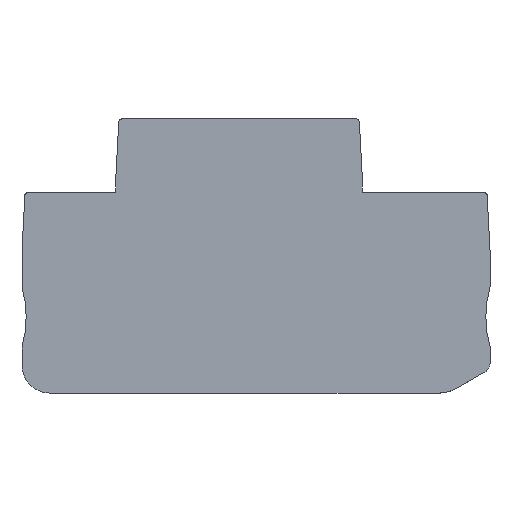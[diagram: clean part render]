
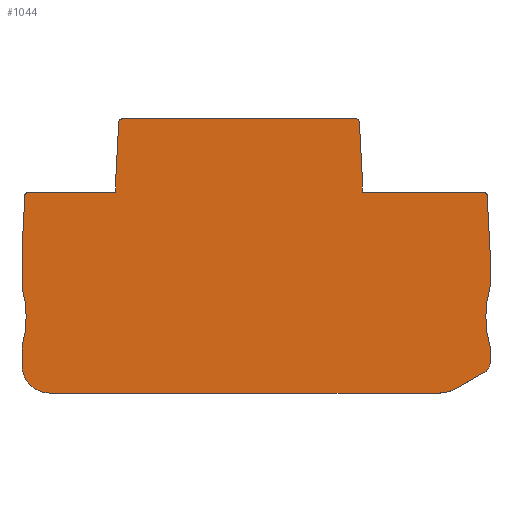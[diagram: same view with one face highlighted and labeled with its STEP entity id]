
A CAD part, top view. The second image highlights one B-rep face of the part: STEP entity #1044.
In plain terms, the highlighted planar face has unit normal (0, 0, 1).
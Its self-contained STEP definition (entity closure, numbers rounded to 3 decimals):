
#232=DIRECTION('',(0.,-1.,0.));
#233=VECTOR('',#232,2.153);
#234=CARTESIAN_POINT('',(-16.4,31.353,4.8));
#235=LINE('',#234,#233);
#236=DIRECTION('',(-0.052,-0.999,0.));
#237=VECTOR('',#236,7.984);
#238=CARTESIAN_POINT('',(-15.982,39.326,4.8));
#239=LINE('',#238,#237);
#240=CARTESIAN_POINT('',(-15.483,39.3,4.8));
#241=DIRECTION('',(0.,0.,1.));
#242=DIRECTION('',(0.,1.,0.));
#243=AXIS2_PLACEMENT_3D('',#240,#241,#242);
#245=DIRECTION('',(-1.,0.,0.));
#246=VECTOR('',#245,33.766);
#247=CARTESIAN_POINT('',(18.283,39.8,4.8));
#248=LINE('',#247,#246);
#249=CARTESIAN_POINT('',(18.283,39.3,4.8));
#250=DIRECTION('',(0.,0.,1.));
#251=DIRECTION('',(0.999,0.052,0.));
#252=AXIS2_PLACEMENT_3D('',#249,#250,#251);
#254=DIRECTION('',(-0.052,0.999,0.));
#255=VECTOR('',#254,7.984);
#256=CARTESIAN_POINT('',(19.2,31.353,4.8));
#257=LINE('',#256,#255);
#258=DIRECTION('',(0.,1.,0.));
#259=VECTOR('',#258,2.153);
#260=CARTESIAN_POINT('',(19.2,29.2,4.8));
#261=LINE('',#260,#259);
#262=DIRECTION('',(-1.,0.,0.));
#263=VECTOR('',#262,17.533);
#264=CARTESIAN_POINT('',(36.733,29.2,4.8));
#265=LINE('',#264,#263);
#266=CARTESIAN_POINT('',(36.733,28.7,4.8));
#267=DIRECTION('',(0.,0.,1.));
#268=DIRECTION('',(0.999,0.052,0.));
#269=AXIS2_PLACEMENT_3D('',#266,#267,#268);
#271=DIRECTION('',(-0.052,0.999,0.));
#272=VECTOR('',#271,7.984);
#273=CARTESIAN_POINT('',(37.65,20.753,4.8));
#274=LINE('',#273,#272);
#275=DIRECTION('',(0.,1.,0.));
#276=VECTOR('',#275,5.212);
#277=CARTESIAN_POINT('',(37.65,15.541,4.8));
#278=LINE('',#277,#276);
#279=CARTESIAN_POINT('',(53.05,11.2,4.8));
#280=DIRECTION('',(0.,0.,-1.));
#281=DIRECTION('',(-0.963,-0.271,0.));
#282=AXIS2_PLACEMENT_3D('',#279,#280,#281);
#284=DIRECTION('',(0.,1.,0.));
#285=VECTOR('',#284,2.323);
#286=CARTESIAN_POINT('',(37.65,4.537,4.8));
#287=LINE('',#286,#285);
#288=CARTESIAN_POINT('',(36.15,4.537,4.8));
#289=DIRECTION('',(0.,0.,1.));
#290=DIRECTION('',(0.5,-0.866,0.));
#291=AXIS2_PLACEMENT_3D('',#288,#289,#290);
#293=DIRECTION('',(0.866,0.5,0.));
#294=VECTOR('',#293,4.735);
#295=CARTESIAN_POINT('',(32.799,0.87,4.8));
#296=LINE('',#295,#294);
#297=CARTESIAN_POINT('',(30.299,5.2,4.8));
#298=DIRECTION('',(0.,0.,1.));
#299=DIRECTION('',(0.,-1.,0.));
#300=AXIS2_PLACEMENT_3D('',#297,#298,#299);
#302=DIRECTION('',(1.,0.,0.));
#303=VECTOR('',#302,56.249);
#304=CARTESIAN_POINT('',(-25.95,0.2,4.8));
#305=LINE('',#304,#303);
#306=CARTESIAN_POINT('',(-25.95,4.2,4.8));
#307=DIRECTION('',(0.,0.,1.));
#308=DIRECTION('',(-1.,0.,0.));
#309=AXIS2_PLACEMENT_3D('',#306,#307,#308);
#311=DIRECTION('',(0.,-1.,0.));
#312=VECTOR('',#311,2.659);
#313=CARTESIAN_POINT('',(-29.95,6.859,4.8));
#314=LINE('',#313,#312);
#315=CARTESIAN_POINT('',(-45.35,11.2,4.8));
#316=DIRECTION('',(0.,0.,-1.));
#317=DIRECTION('',(0.963,0.271,0.));
#318=AXIS2_PLACEMENT_3D('',#315,#316,#317);
#320=DIRECTION('',(0.,-1.,0.));
#321=VECTOR('',#320,5.212);
#322=CARTESIAN_POINT('',(-29.95,20.753,4.8));
#323=LINE('',#322,#321);
#324=DIRECTION('',(-0.052,-0.999,0.));
#325=VECTOR('',#324,7.984);
#326=CARTESIAN_POINT('',(-29.532,28.726,4.8));
#327=LINE('',#326,#325);
#328=CARTESIAN_POINT('',(-29.033,28.7,4.8));
#329=DIRECTION('',(0.,0.,1.));
#330=DIRECTION('',(0.,1.,0.));
#331=AXIS2_PLACEMENT_3D('',#328,#329,#330);
#333=DIRECTION('',(-1.,0.,0.));
#334=VECTOR('',#333,12.633);
#335=CARTESIAN_POINT('',(-16.4,29.2,4.8));
#336=LINE('',#335,#334);
#519=CARTESIAN_POINT('',(-16.4,31.353,4.8));
#520=CARTESIAN_POINT('',(-16.4,29.2,4.8));
#521=VERTEX_POINT('',#519);
#522=VERTEX_POINT('',#520);
#523=CARTESIAN_POINT('',(-29.033,29.2,4.8));
#524=VERTEX_POINT('',#523);
#525=CARTESIAN_POINT('',(-29.532,28.726,4.8));
#526=VERTEX_POINT('',#525);
#527=CARTESIAN_POINT('',(-29.95,20.753,4.8));
#528=VERTEX_POINT('',#527);
#529=CARTESIAN_POINT('',(-29.95,15.541,4.8));
#530=VERTEX_POINT('',#529);
#531=CARTESIAN_POINT('',(-29.95,6.859,4.8));
#532=VERTEX_POINT('',#531);
#533=CARTESIAN_POINT('',(-29.95,4.2,4.8));
#534=VERTEX_POINT('',#533);
#535=CARTESIAN_POINT('',(-25.95,0.2,4.8));
#536=VERTEX_POINT('',#535);
#537=CARTESIAN_POINT('',(30.299,0.2,4.8));
#538=VERTEX_POINT('',#537);
#539=CARTESIAN_POINT('',(32.799,0.87,4.8));
#540=VERTEX_POINT('',#539);
#541=CARTESIAN_POINT('',(36.9,3.238,4.8));
#542=VERTEX_POINT('',#541);
#543=CARTESIAN_POINT('',(37.65,4.537,4.8));
#544=VERTEX_POINT('',#543);
#545=CARTESIAN_POINT('',(37.65,6.859,4.8));
#546=VERTEX_POINT('',#545);
#547=CARTESIAN_POINT('',(37.65,15.541,4.8));
#548=VERTEX_POINT('',#547);
#549=CARTESIAN_POINT('',(37.65,20.753,4.8));
#550=VERTEX_POINT('',#549);
#551=CARTESIAN_POINT('',(37.232,28.726,4.8));
#552=VERTEX_POINT('',#551);
#553=CARTESIAN_POINT('',(36.733,29.2,4.8));
#554=VERTEX_POINT('',#553);
#555=CARTESIAN_POINT('',(19.2,29.2,4.8));
#556=VERTEX_POINT('',#555);
#557=CARTESIAN_POINT('',(19.2,31.353,4.8));
#558=VERTEX_POINT('',#557);
#559=CARTESIAN_POINT('',(18.782,39.326,4.8));
#560=VERTEX_POINT('',#559);
#561=CARTESIAN_POINT('',(18.283,39.8,4.8));
#562=VERTEX_POINT('',#561);
#563=CARTESIAN_POINT('',(-15.483,39.8,4.8));
#564=VERTEX_POINT('',#563);
#565=CARTESIAN_POINT('',(-15.982,39.326,4.8));
#566=VERTEX_POINT('',#565);
#1013=CARTESIAN_POINT('',(0.,0.,4.8));
#1014=DIRECTION('',(0.,0.,1.));
#1015=DIRECTION('',(1.,0.,0.));
#1016=AXIS2_PLACEMENT_3D('',#1013,#1014,#1015);
#1017=PLANE('',#1016);
#1018=ORIENTED_EDGE('',*,*,#685,.F.);
#1019=ORIENTED_EDGE('',*,*,#700,.F.);
#1020=ORIENTED_EDGE('',*,*,#714,.F.);
#1021=ORIENTED_EDGE('',*,*,#728,.F.);
#1022=ORIENTED_EDGE('',*,*,#742,.F.);
#1023=ORIENTED_EDGE('',*,*,#756,.F.);
#1024=ORIENTED_EDGE('',*,*,#770,.F.);
#1025=ORIENTED_EDGE('',*,*,#784,.F.);
#1026=ORIENTED_EDGE('',*,*,#798,.F.);
#1027=ORIENTED_EDGE('',*,*,#812,.F.);
#1028=ORIENTED_EDGE('',*,*,#826,.F.);
#1029=ORIENTED_EDGE('',*,*,#840,.F.);
#1030=ORIENTED_EDGE('',*,*,#854,.F.);
#1031=ORIENTED_EDGE('',*,*,#868,.F.);
#1032=ORIENTED_EDGE('',*,*,#882,.F.);
#1033=ORIENTED_EDGE('',*,*,#896,.F.);
#1034=ORIENTED_EDGE('',*,*,#910,.F.);
#1035=ORIENTED_EDGE('',*,*,#924,.F.);
#1036=ORIENTED_EDGE('',*,*,#938,.F.);
#1037=ORIENTED_EDGE('',*,*,#952,.F.);
#1038=ORIENTED_EDGE('',*,*,#966,.F.);
#1039=ORIENTED_EDGE('',*,*,#980,.F.);
#1040=ORIENTED_EDGE('',*,*,#994,.F.);
#1041=ORIENTED_EDGE('',*,*,#1007,.F.);
#1042=EDGE_LOOP('',(#1018,#1019,#1020,#1021,#1022,#1023,#1024,#1025,#1026,#1027,
#1028,#1029,#1030,#1031,#1032,#1033,#1034,#1035,#1036,#1037,#1038,#1039,#1040,
#1041));
#1043=FACE_OUTER_BOUND('',#1042,.F.);
#1044=ADVANCED_FACE('',(#1043),#1017,.T.);
#244=CIRCLE('',#243,0.5);
#253=CIRCLE('',#252,0.5);
#270=CIRCLE('',#269,0.5);
#283=CIRCLE('',#282,16.);
#292=CIRCLE('',#291,1.5);
#301=CIRCLE('',#300,5.);
#310=CIRCLE('',#309,4.);
#319=CIRCLE('',#318,16.);
#332=CIRCLE('',#331,0.5);
#685=EDGE_CURVE('',#521,#522,#235,.T.);
#700=EDGE_CURVE('',#566,#521,#239,.T.);
#714=EDGE_CURVE('',#564,#566,#244,.T.);
#728=EDGE_CURVE('',#562,#564,#248,.T.);
#742=EDGE_CURVE('',#560,#562,#253,.T.);
#756=EDGE_CURVE('',#558,#560,#257,.T.);
#770=EDGE_CURVE('',#556,#558,#261,.T.);
#784=EDGE_CURVE('',#554,#556,#265,.T.);
#798=EDGE_CURVE('',#552,#554,#270,.T.);
#812=EDGE_CURVE('',#550,#552,#274,.T.);
#826=EDGE_CURVE('',#548,#550,#278,.T.);
#840=EDGE_CURVE('',#546,#548,#283,.T.);
#854=EDGE_CURVE('',#544,#546,#287,.T.);
#868=EDGE_CURVE('',#542,#544,#292,.T.);
#882=EDGE_CURVE('',#540,#542,#296,.T.);
#896=EDGE_CURVE('',#538,#540,#301,.T.);
#910=EDGE_CURVE('',#536,#538,#305,.T.);
#924=EDGE_CURVE('',#534,#536,#310,.T.);
#938=EDGE_CURVE('',#532,#534,#314,.T.);
#952=EDGE_CURVE('',#530,#532,#319,.T.);
#966=EDGE_CURVE('',#528,#530,#323,.T.);
#980=EDGE_CURVE('',#526,#528,#327,.T.);
#994=EDGE_CURVE('',#524,#526,#332,.T.);
#1007=EDGE_CURVE('',#522,#524,#336,.T.);
